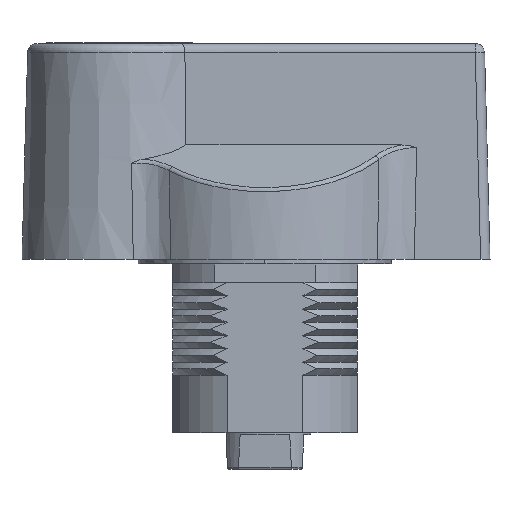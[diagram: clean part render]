
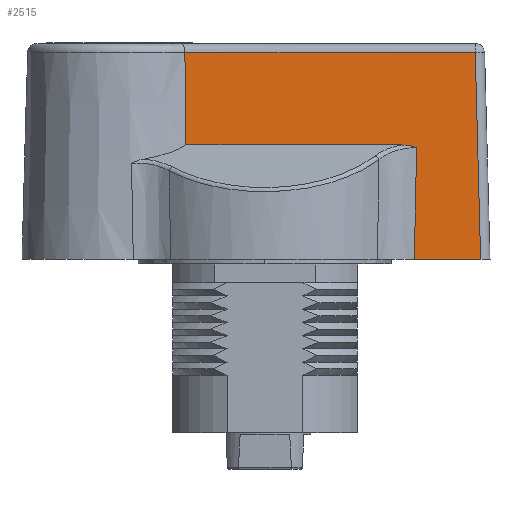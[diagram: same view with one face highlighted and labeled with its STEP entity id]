
A CAD part, left-side view. The second image highlights one B-rep face of the part: STEP entity #2515.
In plain terms, the highlighted face is planar.
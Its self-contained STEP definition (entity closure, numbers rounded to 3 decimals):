
#693=DIRECTION('',(0.,-1.,0.));
#694=VECTOR('',#693,22.995);
#695=CARTESIAN_POINT('',(12.185,8.425,7.181));
#696=LINE('',#695,#694);
#697=CARTESIAN_POINT('',(12.185,-14.57,7.181));
#796=CARTESIAN_POINT('',(0.,-23.,7.5));
#814=DIRECTION('',(0.,-1.,0.));
#815=VECTOR('',#814,7.068);
#816=CARTESIAN_POINT('',(0.,-15.933,
7.5));
#817=LINE('',#816,#815);
#828=CARTESIAN_POINT('',(11.906,-16.173,7.188));
#829=CARTESIAN_POINT('',(10.997,-16.155,7.212));
#830=CARTESIAN_POINT('',(9.143,-16.118,7.261));
#831=CARTESIAN_POINT('',(6.287,-16.061,7.335));
#832=CARTESIAN_POINT('',(3.271,-16.,7.414));
#833=CARTESIAN_POINT('',(1.113,-15.956,7.471));
#834=CARTESIAN_POINT('',(0.,-15.933,
7.5));
#836=CARTESIAN_POINT('',(12.185,8.425,7.181));
#837=CARTESIAN_POINT('',(15.466,8.46,7.095));
#838=CARTESIAN_POINT('',(18.746,8.495,7.009));
#839=CARTESIAN_POINT('',(22.026,8.531,6.923));
#841=DIRECTION('',(0.,-1.,0.));
#842=VECTOR('',#841,30.955);
#843=CARTESIAN_POINT('',(22.026,8.531,6.923));
#844=LINE('',#843,#842);
#845=DIRECTION('',(-0.999,-0.026,0.026));
#846=VECTOR('',#845,22.041);
#847=CARTESIAN_POINT('',(22.026,-22.424,6.923));
#848=LINE('',#847,#846);
#849=CARTESIAN_POINT('',(11.906,-16.173,7.188));
#865=CARTESIAN_POINT('',(0.,-15.933,
7.5));
#874=CARTESIAN_POINT('',(12.185,-14.57,7.181));
#875=CARTESIAN_POINT('',(12.185,-14.731,7.181));
#876=CARTESIAN_POINT('',(12.165,-15.064,7.181));
#877=CARTESIAN_POINT('',(12.071,-15.601,7.184));
#878=CARTESIAN_POINT('',(11.968,-15.978,7.187));
#879=CARTESIAN_POINT('',(11.906,-16.173,7.188));
#1052=VERTEX_POINT('',#865);
#1055=VERTEX_POINT('',#796);
#1072=CARTESIAN_POINT('',(22.026,-22.424,6.923));
#1073=VERTEX_POINT('',#1072);
#1076=CARTESIAN_POINT('',(22.026,8.531,6.923));
#1077=VERTEX_POINT('',#1076);
#1079=VERTEX_POINT('',#836);
#1110=VERTEX_POINT('',#849);
#1111=VERTEX_POINT('',#697);
#2499=CARTESIAN_POINT('',(0.,21.754,7.5));
#2500=DIRECTION('',(0.026,0.,1.));
#2501=DIRECTION('',(0.,1.,0.));
#2502=AXIS2_PLACEMENT_3D('',#2499,#2500,#2501);
#2503=PLANE('',#2502);
#2505=ORIENTED_EDGE('',*,*,#2504,.F.);
#2507=ORIENTED_EDGE('',*,*,#2506,.F.);
#2508=ORIENTED_EDGE('',*,*,#2292,.F.);
#2509=ORIENTED_EDGE('',*,*,#2313,.T.);
#2510=ORIENTED_EDGE('',*,*,#2492,.T.);
#2511=ORIENTED_EDGE('',*,*,#2467,.T.);
#2512=ORIENTED_EDGE('',*,*,#2452,.F.);
#2513=EDGE_LOOP('',(#2505,#2507,#2508,#2509,#2510,#2511,#2512));
#2514=FACE_OUTER_BOUND('',#2513,.F.);
#2515=ADVANCED_FACE('',(#2514),#2503,.T.);
#835=B_SPLINE_CURVE_WITH_KNOTS('',3,(#828,#829,#830,#831,#832,#833,#834),
.UNSPECIFIED.,.F.,.F.,(4,1,1,1,4),(0.,0.25,0.5,0.75,1.),
.UNSPECIFIED.);
#840=B_SPLINE_CURVE_WITH_KNOTS('',3,(#836,#837,#838,#839),.UNSPECIFIED.,.F.,.F.,
(4,4),(0.,1.),.UNSPECIFIED.);
#880=B_SPLINE_CURVE_WITH_KNOTS('',3,(#874,#875,#876,#877,#878,#879),
.UNSPECIFIED.,.F.,.F.,(4,1,1,4),(0.,0.333,0.667,1.),
.UNSPECIFIED.);
#2292=EDGE_CURVE('',#1079,#1111,#696,.T.);
#2313=EDGE_CURVE('',#1079,#1077,#840,.T.);
#2452=EDGE_CURVE('',#1052,#1055,#817,.T.);
#2467=EDGE_CURVE('',#1073,#1055,#848,.T.);
#2492=EDGE_CURVE('',#1077,#1073,#844,.T.);
#2504=EDGE_CURVE('',#1110,#1052,#835,.T.);
#2506=EDGE_CURVE('',#1111,#1110,#880,.T.);
